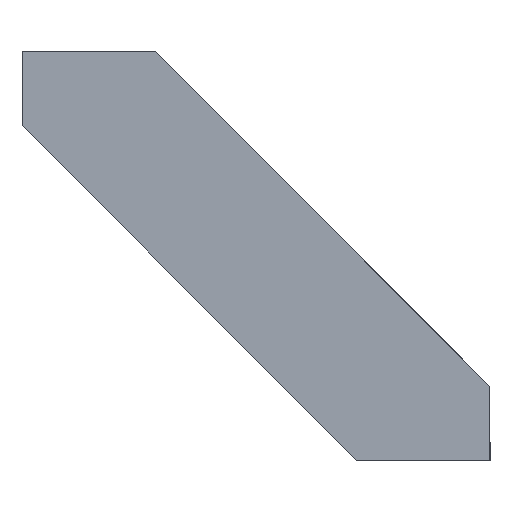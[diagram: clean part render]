
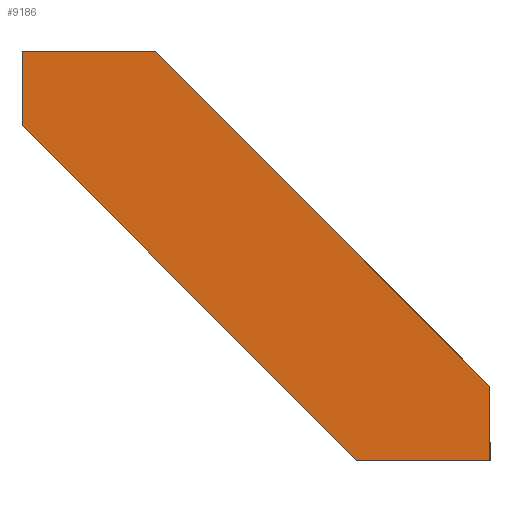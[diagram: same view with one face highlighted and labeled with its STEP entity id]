
A CAD part, left-side view. The second image highlights one B-rep face of the part: STEP entity #9186.
In plain terms, the highlighted planar face has unit normal (-1, 0, 0).
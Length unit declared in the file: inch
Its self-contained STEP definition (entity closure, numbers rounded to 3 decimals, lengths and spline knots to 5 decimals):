
#263 = VECTOR ( 'NONE', #5639, 39.37008 ) ;
#266 = ORIENTED_EDGE ( 'NONE', *, *, #4238, .F. ) ;
#289 = DIRECTION ( 'NONE',  ( 0., 0., -1. ) ) ;
#712 = LINE ( 'NONE', #2330, #3764 ) ;
#1076 = CARTESIAN_POINT ( 'NONE',  ( -5.12196, -3.11965, 0. ) ) ;
#1470 = DIRECTION ( 'NONE',  ( 0., 1., 0. ) ) ;
#1961 = DIRECTION ( 'NONE',  ( 0., -0.707, -0.707 ) ) ;
#2206 = VECTOR ( 'NONE', #10403, 39.37008 ) ;
#2275 = DIRECTION ( 'NONE',  ( 0., 0., -1. ) ) ;
#2330 = CARTESIAN_POINT ( 'NONE',  ( -5.12196, -0.86375, 5.94732 ) ) ;
#2769 = LINE ( 'NONE', #3652, #2206 ) ;
#2859 = CARTESIAN_POINT ( 'NONE',  ( -5.12196, -3.11965, 0. ) ) ;
#3028 = VERTEX_POINT ( 'NONE', #2859 ) ;
#3222 = EDGE_CURVE ( 'NONE', #8827, #3028, #6185, .T. ) ;
#3581 = VECTOR ( 'NONE', #1961, 39.37008 ) ;
#3652 = CARTESIAN_POINT ( 'NONE',  ( -5.12196, -4.01575, 0.5 ) ) ;
#3678 = CARTESIAN_POINT ( 'NONE',  ( -5.12196, -4.01575, 5.94732 ) ) ;
#3764 = VECTOR ( 'NONE', #2275, 39.37008 ) ;
#3824 = ORIENTED_EDGE ( 'NONE', *, *, #8983, .T. ) ;
#3832 = CARTESIAN_POINT ( 'NONE',  ( -5.12196, -1.75984, 2.75591 ) ) ;
#4031 = LINE ( 'NONE', #8364, #4880 ) ;
#4195 = DIRECTION ( 'NONE',  ( 0., 1., 0. ) ) ;
#4238 = EDGE_CURVE ( 'NONE', #9259, #6729, #7907, .T. ) ;
#4254 = DIRECTION ( 'NONE',  ( 1., 0., 0. ) ) ;
#4280 = CARTESIAN_POINT ( 'NONE',  ( -5.12196, -0.86375, 2.25591 ) ) ;
#4305 = EDGE_CURVE ( 'NONE', #9954, #8827, #712, .T. ) ;
#4479 = ORIENTED_EDGE ( 'NONE', *, *, #4305, .T. ) ;
#4880 = VECTOR ( 'NONE', #4195, 39.37008 ) ;
#5510 = EDGE_LOOP ( 'NONE', ( #4479, #7935, #3824, #266, #9179, #10394 ) ) ;
#5639 = DIRECTION ( 'NONE',  ( 0., -1., 0. ) ) ;
#5747 = PLANE ( 'NONE',  #7359 ) ;
#6165 = VERTEX_POINT ( 'NONE', #3832 ) ;
#6185 = LINE ( 'NONE', #1076, #3581 ) ;
#6729 = VERTEX_POINT ( 'NONE', #8176 ) ;
#7359 = AXIS2_PLACEMENT_3D ( 'NONE', #9078, #4254, #1470 ) ;
#7907 = LINE ( 'NONE', #3678, #10476 ) ;
#7935 = ORIENTED_EDGE ( 'NONE', *, *, #3222, .T. ) ;
#7976 = EDGE_CURVE ( 'NONE', #9259, #6165, #2769, .T. ) ;
#8176 = CARTESIAN_POINT ( 'NONE',  ( -5.12196, -4.01575, 0. ) ) ;
#8364 = CARTESIAN_POINT ( 'NONE',  ( -5.12196, -4.01575, 2.75591 ) ) ;
#8764 = CARTESIAN_POINT ( 'NONE',  ( -5.12196, -0.86375, 2.75591 ) ) ;
#8827 = VERTEX_POINT ( 'NONE', #4280 ) ;
#8983 = EDGE_CURVE ( 'NONE', #3028, #6729, #9847, .T. ) ;
#9078 = CARTESIAN_POINT ( 'NONE',  ( -5.12196, -4.01575, 5.94732 ) ) ;
#9179 = ORIENTED_EDGE ( 'NONE', *, *, #7976, .T. ) ;
#9186 = ADVANCED_FACE ( 'NONE', ( #10112 ), #5747, .F. ) ;
#9242 = EDGE_CURVE ( 'NONE', #6165, #9954, #4031, .T. ) ;
#9259 = VERTEX_POINT ( 'NONE', #10940 ) ;
#9847 = LINE ( 'NONE', #10501, #263 ) ;
#9954 = VERTEX_POINT ( 'NONE', #8764 ) ;
#10112 = FACE_OUTER_BOUND ( 'NONE', #5510, .T. ) ;
#10394 = ORIENTED_EDGE ( 'NONE', *, *, #9242, .T. ) ;
#10403 = DIRECTION ( 'NONE',  ( 0., 0.707, 0.707 ) ) ;
#10476 = VECTOR ( 'NONE', #289, 39.37008 ) ;
#10501 = CARTESIAN_POINT ( 'NONE',  ( -5.12196, -4.01575, 0. ) ) ;
#10940 = CARTESIAN_POINT ( 'NONE',  ( -5.12196, -4.01575, 0.5 ) ) ;
